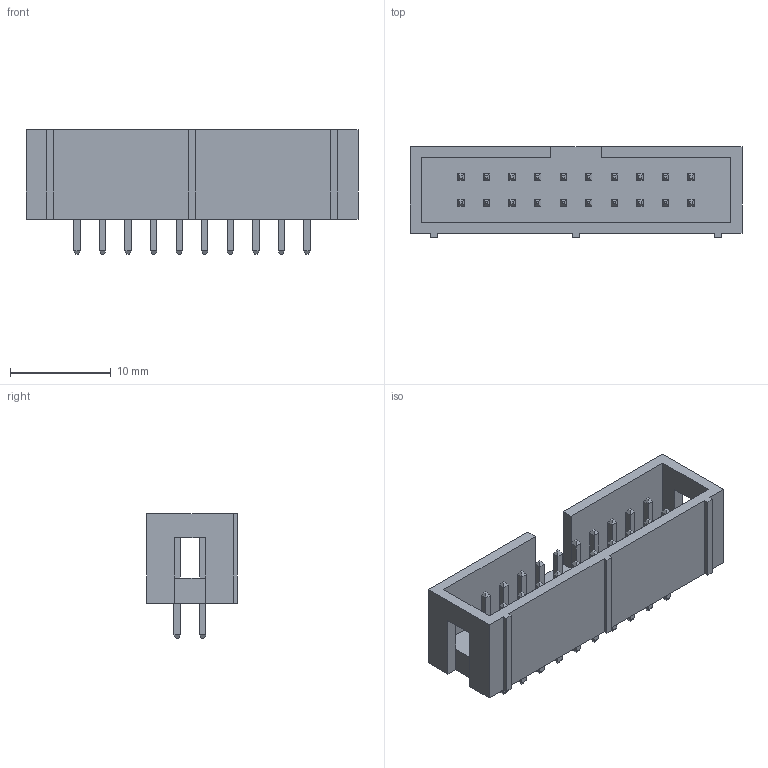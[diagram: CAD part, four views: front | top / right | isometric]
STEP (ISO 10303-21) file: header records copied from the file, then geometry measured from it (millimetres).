
FILE_DESCRIPTION (( 'STEP AP214' ), '1' );
FILE_NAME ('BH-20.STEP', '2018-01-16T19:17:17', ( 'User' ), ( '' ), 'SwSTEP 2.0', 'SolidWorks 2017', '' );
FILE_SCHEMA (( 'AUTOMOTIVE_DESIGN' ));
Length unit declared in the file: millimetre
Products named in the file (1): BH-20
Bounding box: 33 x 9 x 12.4 mm (x, y, z)
Volume: 1260.5 mm3; surface area: 2151.8 mm2
Topology: 1 solids, 1 shells, 394 faces, 904 edges, 548 vertices
Faces by surface type: plane 394
Entity records: 14658 total; most frequent: CARTESIAN_POINT 1847, ORIENTED_EDGE 1808, DIRECTION 1694, LINE 904, VECTOR 904, EDGE_CURVE 904, VERTEX_POINT 548, EDGE_LOOP 434
